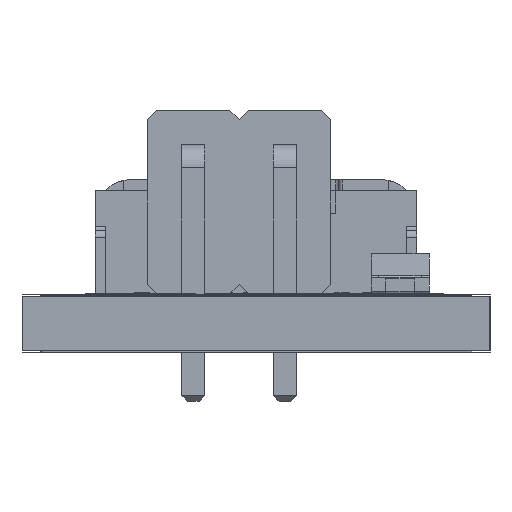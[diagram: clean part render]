
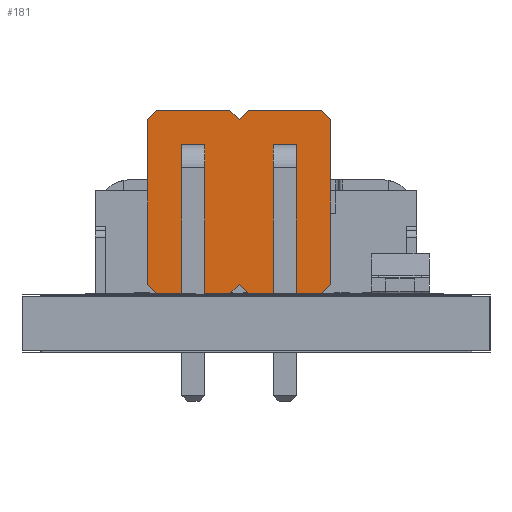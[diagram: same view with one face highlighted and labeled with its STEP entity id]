
A CAD part, left-side view. The second image highlights one B-rep face of the part: STEP entity #181.
In plain terms, the highlighted planar face has unit normal (-1, 0, 0).
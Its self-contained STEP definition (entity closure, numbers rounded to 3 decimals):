
#84 = VERTEX_POINT('',#85);
#85 = CARTESIAN_POINT('',(4.04,1.27,0.254));
#102 = VERTEX_POINT('',#103);
#103 = CARTESIAN_POINT('',(4.04,1.016,0.));
#109 = EDGE_CURVE('',#84,#102,#110,.T.);
#110 = LINE('',#111,#112);
#111 = CARTESIAN_POINT('',(4.04,1.27,0.254));
#112 = VECTOR('',#113,1.);
#113 = DIRECTION('',(0.,-0.707,-0.707));
#124 = VERTEX_POINT('',#125);
#125 = CARTESIAN_POINT('',(4.04,1.27,4.826));
#140 = EDGE_CURVE('',#124,#84,#141,.T.);
#141 = LINE('',#142,#143);
#142 = CARTESIAN_POINT('',(4.04,1.27,4.826));
#143 = VECTOR('',#144,1.);
#144 = DIRECTION('',(0.,0.,-1.));
#164 = VERTEX_POINT('',#165);
#165 = CARTESIAN_POINT('',(4.04,-1.016,0.));
#171 = EDGE_CURVE('',#102,#164,#172,.T.);
#172 = LINE('',#173,#174);
#173 = CARTESIAN_POINT('',(4.04,1.016,0.));
#174 = VECTOR('',#175,1.);
#175 = DIRECTION('',(0.,-1.,0.));
#181 = ADVANCED_FACE('',(#182,#273,#307,#341,#375),#409,.T.);
#182 = FACE_BOUND('',#183,.T.);
#183 = EDGE_LOOP('',(#184,#185,#186,#194,#202,#210,#218,#226,#234,#242,
    #250,#258,#266,#272));
#184 = ORIENTED_EDGE('',*,*,#109,.T.);
#185 = ORIENTED_EDGE('',*,*,#171,.T.);
#186 = ORIENTED_EDGE('',*,*,#187,.T.);
#187 = EDGE_CURVE('',#164,#188,#190,.T.);
#188 = VERTEX_POINT('',#189);
#189 = CARTESIAN_POINT('',(4.04,-1.27,0.254));
#190 = LINE('',#191,#192);
#191 = CARTESIAN_POINT('',(4.04,-1.016,0.));
#192 = VECTOR('',#193,1.);
#193 = DIRECTION('',(0.,-0.707,0.707));
#194 = ORIENTED_EDGE('',*,*,#195,.T.);
#195 = EDGE_CURVE('',#188,#196,#198,.T.);
#196 = VERTEX_POINT('',#197);
#197 = CARTESIAN_POINT('',(4.04,-1.524,0.));
#198 = LINE('',#199,#200);
#199 = CARTESIAN_POINT('',(4.04,-1.27,0.254));
#200 = VECTOR('',#201,1.);
#201 = DIRECTION('',(0.,-0.707,-0.707));
#202 = ORIENTED_EDGE('',*,*,#203,.T.);
#203 = EDGE_CURVE('',#196,#204,#206,.T.);
#204 = VERTEX_POINT('',#205);
#205 = CARTESIAN_POINT('',(4.04,-3.556,0.));
#206 = LINE('',#207,#208);
#207 = CARTESIAN_POINT('',(4.04,-1.524,0.));
#208 = VECTOR('',#209,1.);
#209 = DIRECTION('',(0.,-1.,0.));
#210 = ORIENTED_EDGE('',*,*,#211,.T.);
#211 = EDGE_CURVE('',#204,#212,#214,.T.);
#212 = VERTEX_POINT('',#213);
#213 = CARTESIAN_POINT('',(4.04,-3.81,0.254));
#214 = LINE('',#215,#216);
#215 = CARTESIAN_POINT('',(4.04,-3.556,0.));
#216 = VECTOR('',#217,1.);
#217 = DIRECTION('',(0.,-0.707,0.707));
#218 = ORIENTED_EDGE('',*,*,#219,.T.);
#219 = EDGE_CURVE('',#212,#220,#222,.T.);
#220 = VERTEX_POINT('',#221);
#221 = CARTESIAN_POINT('',(4.04,-3.81,4.826));
#222 = LINE('',#223,#224);
#223 = CARTESIAN_POINT('',(4.04,-3.81,0.254));
#224 = VECTOR('',#225,1.);
#225 = DIRECTION('',(0.,0.,1.));
#226 = ORIENTED_EDGE('',*,*,#227,.T.);
#227 = EDGE_CURVE('',#220,#228,#230,.T.);
#228 = VERTEX_POINT('',#229);
#229 = CARTESIAN_POINT('',(4.04,-3.556,5.08));
#230 = LINE('',#231,#232);
#231 = CARTESIAN_POINT('',(4.04,-3.81,4.826));
#232 = VECTOR('',#233,1.);
#233 = DIRECTION('',(0.,0.707,0.707));
#234 = ORIENTED_EDGE('',*,*,#235,.T.);
#235 = EDGE_CURVE('',#228,#236,#238,.T.);
#236 = VERTEX_POINT('',#237);
#237 = CARTESIAN_POINT('',(4.04,-1.524,5.08));
#238 = LINE('',#239,#240);
#239 = CARTESIAN_POINT('',(4.04,-3.556,5.08));
#240 = VECTOR('',#241,1.);
#241 = DIRECTION('',(0.,1.,0.));
#242 = ORIENTED_EDGE('',*,*,#243,.T.);
#243 = EDGE_CURVE('',#236,#244,#246,.T.);
#244 = VERTEX_POINT('',#245);
#245 = CARTESIAN_POINT('',(4.04,-1.27,4.826));
#246 = LINE('',#247,#248);
#247 = CARTESIAN_POINT('',(4.04,-1.524,5.08));
#248 = VECTOR('',#249,1.);
#249 = DIRECTION('',(0.,0.707,-0.707));
#250 = ORIENTED_EDGE('',*,*,#251,.T.);
#251 = EDGE_CURVE('',#244,#252,#254,.T.);
#252 = VERTEX_POINT('',#253);
#253 = CARTESIAN_POINT('',(4.04,-1.016,5.08));
#254 = LINE('',#255,#256);
#255 = CARTESIAN_POINT('',(4.04,-1.27,4.826));
#256 = VECTOR('',#257,1.);
#257 = DIRECTION('',(0.,0.707,0.707));
#258 = ORIENTED_EDGE('',*,*,#259,.T.);
#259 = EDGE_CURVE('',#252,#260,#262,.T.);
#260 = VERTEX_POINT('',#261);
#261 = CARTESIAN_POINT('',(4.04,1.016,5.08));
#262 = LINE('',#263,#264);
#263 = CARTESIAN_POINT('',(4.04,-1.016,5.08));
#264 = VECTOR('',#265,1.);
#265 = DIRECTION('',(0.,1.,0.));
#266 = ORIENTED_EDGE('',*,*,#267,.T.);
#267 = EDGE_CURVE('',#260,#124,#268,.T.);
#268 = LINE('',#269,#270);
#269 = CARTESIAN_POINT('',(4.04,1.016,5.08));
#270 = VECTOR('',#271,1.);
#271 = DIRECTION('',(0.,0.707,-0.707));
#272 = ORIENTED_EDGE('',*,*,#140,.T.);
#273 = FACE_BOUND('',#274,.T.);
#274 = EDGE_LOOP('',(#275,#285,#293,#301));
#275 = ORIENTED_EDGE('',*,*,#276,.F.);
#276 = EDGE_CURVE('',#277,#279,#281,.T.);
#277 = VERTEX_POINT('',#278);
#278 = CARTESIAN_POINT('',(4.04,-2.22,1.59));
#279 = VERTEX_POINT('',#280);
#280 = CARTESIAN_POINT('',(4.04,-2.22,0.95));
#281 = LINE('',#282,#283);
#282 = CARTESIAN_POINT('',(4.04,-2.22,1.56));
#283 = VECTOR('',#284,1.);
#284 = DIRECTION('',(0.,0.,-1.));
#285 = ORIENTED_EDGE('',*,*,#286,.F.);
#286 = EDGE_CURVE('',#287,#277,#289,.T.);
#287 = VERTEX_POINT('',#288);
#288 = CARTESIAN_POINT('',(4.04,-2.86,1.59));
#289 = LINE('',#290,#291);
#290 = CARTESIAN_POINT('',(4.04,-1.745,1.59));
#291 = VECTOR('',#292,1.);
#292 = DIRECTION('',(0.,1.,0.));
#293 = ORIENTED_EDGE('',*,*,#294,.T.);
#294 = EDGE_CURVE('',#287,#295,#297,.T.);
#295 = VERTEX_POINT('',#296);
#296 = CARTESIAN_POINT('',(4.04,-2.86,0.95));
#297 = LINE('',#298,#299);
#298 = CARTESIAN_POINT('',(4.04,-2.86,1.56));
#299 = VECTOR('',#300,1.);
#300 = DIRECTION('',(0.,0.,-1.));
#301 = ORIENTED_EDGE('',*,*,#302,.F.);
#302 = EDGE_CURVE('',#279,#295,#303,.T.);
#303 = LINE('',#304,#305);
#304 = CARTESIAN_POINT('',(4.04,-1.745,0.95));
#305 = VECTOR('',#306,1.);
#306 = DIRECTION('',(0.,-1.,0.));
#307 = FACE_BOUND('',#308,.T.);
#308 = EDGE_LOOP('',(#309,#319,#327,#335));
#309 = ORIENTED_EDGE('',*,*,#310,.F.);
#310 = EDGE_CURVE('',#311,#313,#315,.T.);
#311 = VERTEX_POINT('',#312);
#312 = CARTESIAN_POINT('',(4.04,-0.32,1.59));
#313 = VERTEX_POINT('',#314);
#314 = CARTESIAN_POINT('',(4.04,0.32,1.59));
#315 = LINE('',#316,#317);
#316 = CARTESIAN_POINT('',(4.04,-0.475,1.59));
#317 = VECTOR('',#318,1.);
#318 = DIRECTION('',(0.,1.,0.));
#319 = ORIENTED_EDGE('',*,*,#320,.T.);
#320 = EDGE_CURVE('',#311,#321,#323,.T.);
#321 = VERTEX_POINT('',#322);
#322 = CARTESIAN_POINT('',(4.04,-0.32,0.95));
#323 = LINE('',#324,#325);
#324 = CARTESIAN_POINT('',(4.04,-0.32,1.56));
#325 = VECTOR('',#326,1.);
#326 = DIRECTION('',(0.,0.,-1.));
#327 = ORIENTED_EDGE('',*,*,#328,.F.);
#328 = EDGE_CURVE('',#329,#321,#331,.T.);
#329 = VERTEX_POINT('',#330);
#330 = CARTESIAN_POINT('',(4.04,0.32,0.95));
#331 = LINE('',#332,#333);
#332 = CARTESIAN_POINT('',(4.04,-0.475,0.95));
#333 = VECTOR('',#334,1.);
#334 = DIRECTION('',(0.,-1.,0.));
#335 = ORIENTED_EDGE('',*,*,#336,.F.);
#336 = EDGE_CURVE('',#313,#329,#337,.T.);
#337 = LINE('',#338,#339);
#338 = CARTESIAN_POINT('',(4.04,0.32,1.56));
#339 = VECTOR('',#340,1.);
#340 = DIRECTION('',(0.,0.,-1.));
#341 = FACE_BOUND('',#342,.T.);
#342 = EDGE_LOOP('',(#343,#353,#361,#369));
#343 = ORIENTED_EDGE('',*,*,#344,.F.);
#344 = EDGE_CURVE('',#345,#347,#349,.T.);
#345 = VERTEX_POINT('',#346);
#346 = CARTESIAN_POINT('',(4.04,-2.22,4.13));
#347 = VERTEX_POINT('',#348);
#348 = CARTESIAN_POINT('',(4.04,-2.22,3.49));
#349 = LINE('',#350,#351);
#350 = CARTESIAN_POINT('',(4.04,-2.22,2.546));
#351 = VECTOR('',#352,1.);
#352 = DIRECTION('',(0.,0.,-1.));
#353 = ORIENTED_EDGE('',*,*,#354,.F.);
#354 = EDGE_CURVE('',#355,#345,#357,.T.);
#355 = VERTEX_POINT('',#356);
#356 = CARTESIAN_POINT('',(4.04,-2.86,4.13));
#357 = LINE('',#358,#359);
#358 = CARTESIAN_POINT('',(4.04,-1.745,4.13));
#359 = VECTOR('',#360,1.);
#360 = DIRECTION('',(0.,1.,0.));
#361 = ORIENTED_EDGE('',*,*,#362,.T.);
#362 = EDGE_CURVE('',#355,#363,#365,.T.);
#363 = VERTEX_POINT('',#364);
#364 = CARTESIAN_POINT('',(4.04,-2.86,3.49));
#365 = LINE('',#366,#367);
#366 = CARTESIAN_POINT('',(4.04,-2.86,2.546));
#367 = VECTOR('',#368,1.);
#368 = DIRECTION('',(0.,0.,-1.));
#369 = ORIENTED_EDGE('',*,*,#370,.F.);
#370 = EDGE_CURVE('',#347,#363,#371,.T.);
#371 = LINE('',#372,#373);
#372 = CARTESIAN_POINT('',(4.04,-1.745,3.49));
#373 = VECTOR('',#374,1.);
#374 = DIRECTION('',(0.,-1.,0.));
#375 = FACE_BOUND('',#376,.T.);
#376 = EDGE_LOOP('',(#377,#387,#395,#403));
#377 = ORIENTED_EDGE('',*,*,#378,.F.);
#378 = EDGE_CURVE('',#379,#381,#383,.T.);
#379 = VERTEX_POINT('',#380);
#380 = CARTESIAN_POINT('',(4.04,-0.32,4.13));
#381 = VERTEX_POINT('',#382);
#382 = CARTESIAN_POINT('',(4.04,0.32,4.13));
#383 = LINE('',#384,#385);
#384 = CARTESIAN_POINT('',(4.04,-0.475,4.13));
#385 = VECTOR('',#386,1.);
#386 = DIRECTION('',(0.,1.,0.));
#387 = ORIENTED_EDGE('',*,*,#388,.T.);
#388 = EDGE_CURVE('',#379,#389,#391,.T.);
#389 = VERTEX_POINT('',#390);
#390 = CARTESIAN_POINT('',(4.04,-0.32,3.49));
#391 = LINE('',#392,#393);
#392 = CARTESIAN_POINT('',(4.04,-0.32,2.546));
#393 = VECTOR('',#394,1.);
#394 = DIRECTION('',(0.,0.,-1.));
#395 = ORIENTED_EDGE('',*,*,#396,.F.);
#396 = EDGE_CURVE('',#397,#389,#399,.T.);
#397 = VERTEX_POINT('',#398);
#398 = CARTESIAN_POINT('',(4.04,0.32,3.49));
#399 = LINE('',#400,#401);
#400 = CARTESIAN_POINT('',(4.04,-0.475,3.49));
#401 = VECTOR('',#402,1.);
#402 = DIRECTION('',(0.,-1.,0.));
#403 = ORIENTED_EDGE('',*,*,#404,.F.);
#404 = EDGE_CURVE('',#381,#397,#405,.T.);
#405 = LINE('',#406,#407);
#406 = CARTESIAN_POINT('',(4.04,0.32,2.546));
#407 = VECTOR('',#408,1.);
#408 = DIRECTION('',(0.,0.,-1.));
#409 = PLANE('',#410);
#410 = AXIS2_PLACEMENT_3D('',#411,#412,#413);
#411 = CARTESIAN_POINT('',(4.04,-1.27,2.54));
#412 = DIRECTION('',(-1.,0.,0.));
#413 = DIRECTION('',(0.,-1.,0.));
